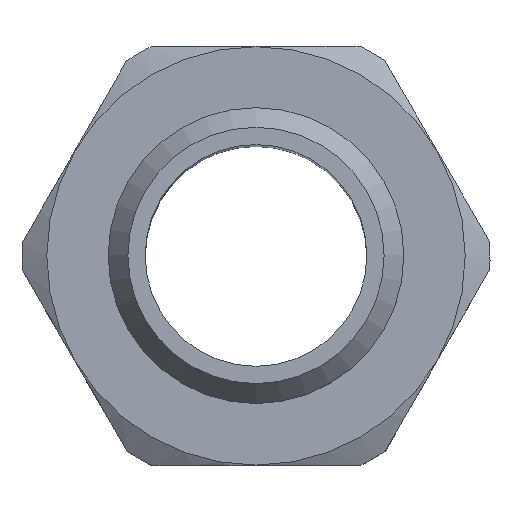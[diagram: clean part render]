
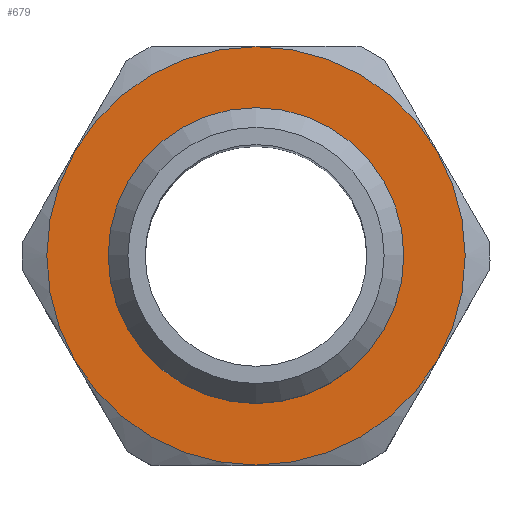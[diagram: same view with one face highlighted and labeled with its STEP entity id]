
A CAD part, top view. The second image highlights one B-rep face of the part: STEP entity #679.
In plain terms, the highlighted planar face has unit normal (0, 0, 1).
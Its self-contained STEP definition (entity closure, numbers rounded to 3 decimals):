
#16=FACE_BOUND('',#101,.T.);
#44=PLANE('',#755);
#62=FACE_OUTER_BOUND('',#100,.T.);
#100=EDGE_LOOP('',(#513));
#101=EDGE_LOOP('',(#514));
#193=CIRCLE('',#728,8.492);
#209=CIRCLE('',#752,5.4);
#264=VERTEX_POINT('',#1078);
#293=VERTEX_POINT('',#1181);
#339=EDGE_CURVE('',#264,#264,#193,.T.);
#378=EDGE_CURVE('',#293,#293,#209,.T.);
#513=ORIENTED_EDGE('',*,*,#339,.T.);
#514=ORIENTED_EDGE('',*,*,#378,.F.);
#679=ADVANCED_FACE('',(#62,#16),#44,.T.);
#728=AXIS2_PLACEMENT_3D('',#1079,#839,#840);
#752=AXIS2_PLACEMENT_3D('',#1183,#896,#897);
#755=AXIS2_PLACEMENT_3D('',#1188,#903,#904);
#839=DIRECTION('center_axis',(0.,0.,1.));
#840=DIRECTION('ref_axis',(0.,-1.,0.));
#896=DIRECTION('center_axis',(0.,0.,1.));
#897=DIRECTION('ref_axis',(-1.,0.,0.));
#903=DIRECTION('center_axis',(0.,0.,1.));
#904=DIRECTION('ref_axis',(1.,0.,0.));
#1078=CARTESIAN_POINT('',(0.,8.492,5.5));
#1079=CARTESIAN_POINT('Origin',(0.,0.,5.5));
#1181=CARTESIAN_POINT('',(5.4,0.,5.5));
#1183=CARTESIAN_POINT('Origin',(0.,0.,5.5));
#1188=CARTESIAN_POINT('Origin',(0.,0.,
5.5));
